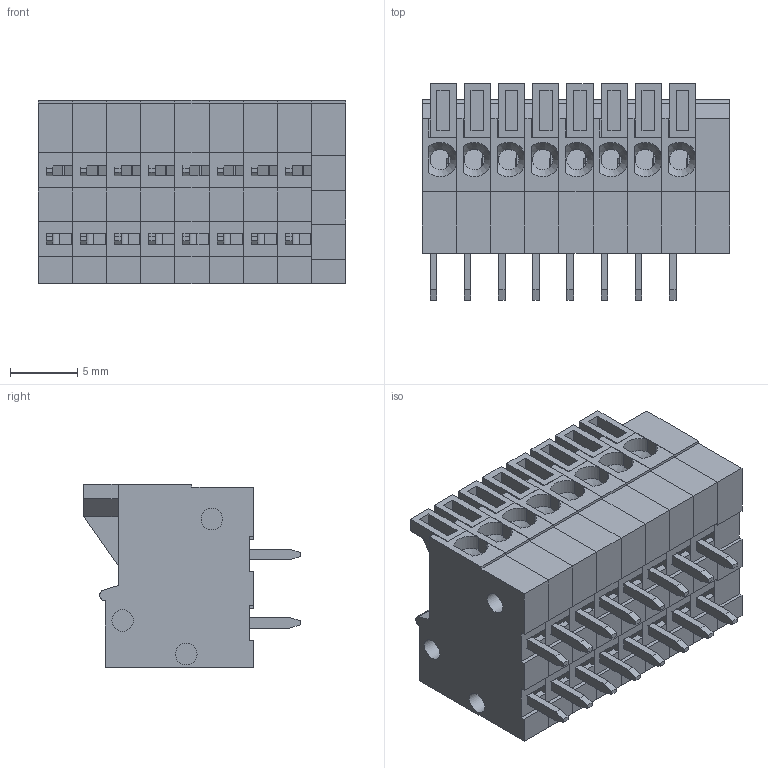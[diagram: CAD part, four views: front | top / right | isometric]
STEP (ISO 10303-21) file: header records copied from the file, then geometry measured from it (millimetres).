
FILE_DESCRIPTION( ( 'Unknown' ), '1' );
FILE_NAME( '691402910008B.stp', 'Unknown', ( 'Quentin LAIDEBEUR' ), ( 'WE' ), 'PSStep 15.0.49', 'Sample-box', ' ' );
FILE_SCHEMA( ( 'AUTOMOTIVE_DESIGN { 1 0 10303 214 1 1 1 1 }' ) );
Length unit declared in the file: millimetre
Products named in the file (7): 6914029100xx_MODULE; 6914029100xx; 6914029100xx_PIN; 6914029100xx_LAME; 6914029100xx_LEVIER; Assem1; 6914029100xx_CAPOT
Assembly tree (13 placements, depth 3):
  Assem1
    6914029100xx_CAPOT
    6914029100xx_MODULE  x8
      6914029100xx
      6914029100xx_PIN
      6914029100xx_LAME
      6914029100xx_LEVIER
Bounding box: 22.86 x 16.09 x 13.6 mm (x, y, z)
Volume: 2145.4 mm3; surface area: 7913 mm2
Topology: 33 solids, 33 shells, 1600 faces, 4438 edges, 2948 vertices
Faces by surface type: plane 1297, cylinder 295, cone 8
Full cylindrical faces by diameter (mm): 1.6 x51, 2.36 x8
Entity records: 9405 total; most frequent: CARTESIAN_POINT 1351, ORIENTED_EDGE 1258, DIRECTION 1215, EDGE_CURVE 629, LINE 531, VECTOR 531, VERTEX_POINT 424, AXIS2_PLACEMENT_3D 342
